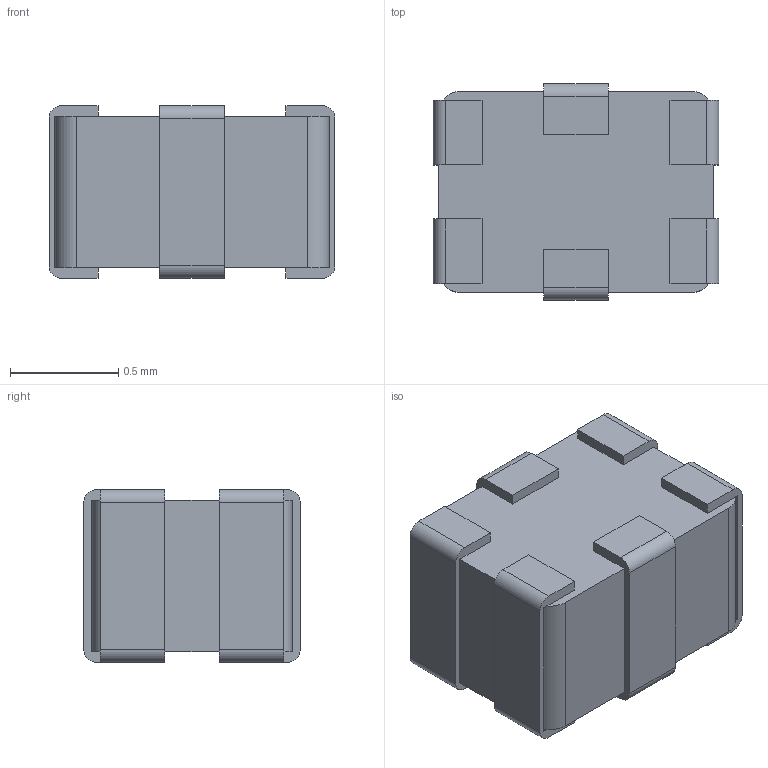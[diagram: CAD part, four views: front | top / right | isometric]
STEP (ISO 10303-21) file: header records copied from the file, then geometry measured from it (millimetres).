
FILE_DESCRIPTION(/* description */ (''),/* implementation_level */ '2;1');
FILE_NAME(/* name */ 'LCFE1210_LTF v1.step',/* time_stamp */ '2023-01-27T11:33:50+03:00',/* author */ (''),/* organization */ (''),/* preprocessor_version */ 'ST-DEVELOPER v19.2',/* originating_system */ 'Autodesk Translation Framework v11.17.0.187',/* authorisation */ '');
FILE_SCHEMA (('AUTOMOTIVE_DESIGN { 1 0 10303 214 3 1 1 }'));
Length unit declared in the file: millimetre
Products named in the file (1): LCFE1210_LTF
Bounding box: 1.32 x 1 x 0.8 mm (x, y, z)
Volume: 0.9 mm3; surface area: 6.5 mm2
Topology: 1 solids, 1 shells, 78 faces, 220 edges, 144 vertices
Faces by surface type: plane 62, cylinder 16
Entity records: 2620 total; most frequent: CARTESIAN_POINT 443, ORIENTED_EDGE 440, DIRECTION 418, EDGE_CURVE 220, LINE 180, VECTOR 180, VERTEX_POINT 144, AXIS2_PLACEMENT_3D 119
